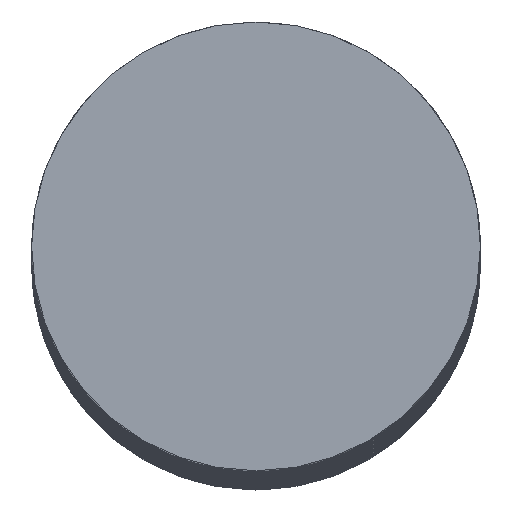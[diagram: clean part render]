
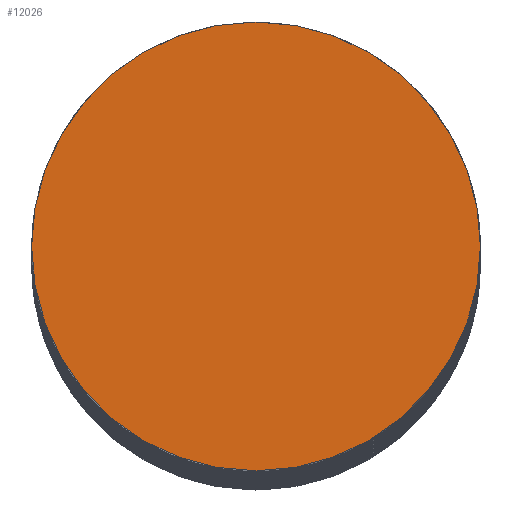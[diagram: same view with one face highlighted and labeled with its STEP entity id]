
A CAD part, top view. The second image highlights one B-rep face of the part: STEP entity #12026.
In plain terms, the highlighted planar face has unit normal (0, 0, 1).
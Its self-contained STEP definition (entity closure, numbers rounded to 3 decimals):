
#751 = DIRECTION ( 'NONE',  ( 0., 0., 1. ) ) ;
#926 = PLANE ( 'NONE',  #1555 ) ;
#1555 = AXIS2_PLACEMENT_3D ( 'NONE', #3725, #13537, #5147 ) ;
#1602 = DIRECTION ( 'NONE',  ( 0., 0., 1. ) ) ;
#1782 = DIRECTION ( 'NONE',  ( 1., 0., 0. ) ) ;
#2249 = VERTEX_POINT ( 'NONE', #7219 ) ;
#3725 = CARTESIAN_POINT ( 'NONE',  ( 0., 0., 736. ) ) ;
#5022 = DIRECTION ( 'NONE',  ( 1., 0., 0. ) ) ;
#5147 = DIRECTION ( 'NONE',  ( 1., 0., 0. ) ) ;
#5186 = ORIENTED_EDGE ( 'NONE', *, *, #11299, .T. ) ;
#5279 = FACE_OUTER_BOUND ( 'NONE', #17391, .T. ) ;
#7219 = CARTESIAN_POINT ( 'NONE',  ( -15., 0., 736. ) ) ;
#8640 = CARTESIAN_POINT ( 'NONE',  ( 0., 0., 736. ) ) ;
#9684 = AXIS2_PLACEMENT_3D ( 'NONE', #8640, #1602, #1782 ) ;
#10112 = AXIS2_PLACEMENT_3D ( 'NONE', #13425, #751, #5022 ) ;
#11299 = EDGE_CURVE ( 'NONE', #17158, #2249, #11853, .T. ) ;
#11427 = CARTESIAN_POINT ( 'NONE',  ( 15., 0., 736. ) ) ;
#11853 = CIRCLE ( 'NONE', #10112, 15. ) ;
#12026 = ADVANCED_FACE ( 'NONE', ( #5279 ), #926, .T. ) ;
#13425 = CARTESIAN_POINT ( 'NONE',  ( 0., 0., 736. ) ) ;
#13537 = DIRECTION ( 'NONE',  ( 0., 0., 1. ) ) ;
#14476 = EDGE_CURVE ( 'NONE', #2249, #17158, #15560, .T. ) ;
#15560 = CIRCLE ( 'NONE', #9684, 15. ) ;
#17158 = VERTEX_POINT ( 'NONE', #11427 ) ;
#17391 = EDGE_LOOP ( 'NONE', ( #18068, #5186 ) ) ;
#18068 = ORIENTED_EDGE ( 'NONE', *, *, #14476, .T. ) ;
